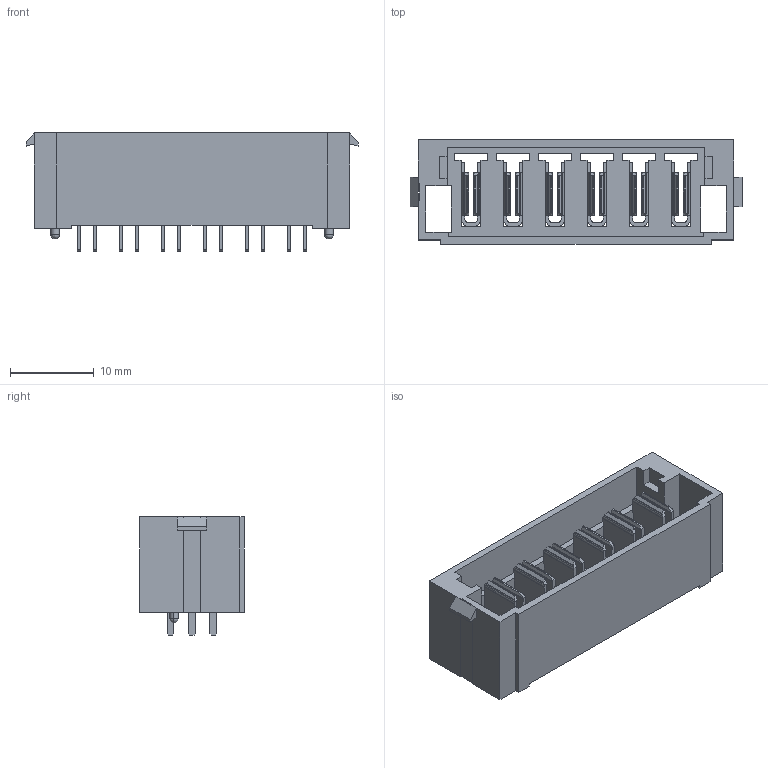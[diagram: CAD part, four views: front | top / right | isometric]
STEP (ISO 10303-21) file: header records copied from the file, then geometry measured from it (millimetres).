
FILE_DESCRIPTION (( 'STEP AP214' ), '1' );
FILE_NAME ('MPT-06-6.30-01-L-V.step', '2018-09-06T07:43:52', ( '' ), ( '' ), 'SwSTEP 2.0', 'SolidWorks 2018', '' );
FILE_SCHEMA (( 'AUTOMOTIVE_DESIGN' ));
Length unit declared in the file: millimetre
Products named in the file (4): MPT-06-6.30-01-L-V.step; _MPT06-SDterminal1.step; _MPT0601pins3.step; MPT-06-6.30-01-L-V
Assembly tree (3 placements, depth 3):
  MPT-06-6.30-01-L-V
    MPT-06-6.30-01-L-V.step
      _MPT06-SDterminal1.step
      _MPT0601pins3.step
Bounding box: 39.56 x 12.45 x 14.1 mm (x, y, z)
Volume: 2708.8 mm3; surface area: 5309.2 mm2
Topology: 2 solids, 2 shells, 656 faces, 1937 edges, 1284 vertices
Faces by surface type: plane 576, cylinder 76, sphere 4
Entity records: 21633 total; most frequent: CARTESIAN_POINT 4016, ORIENTED_EDGE 3858, DIRECTION 3339, EDGE_CURVE 1929, VECTOR 1749, LINE 1749, VERTEX_POINT 1280, AXIS2_PLACEMENT_3D 795
